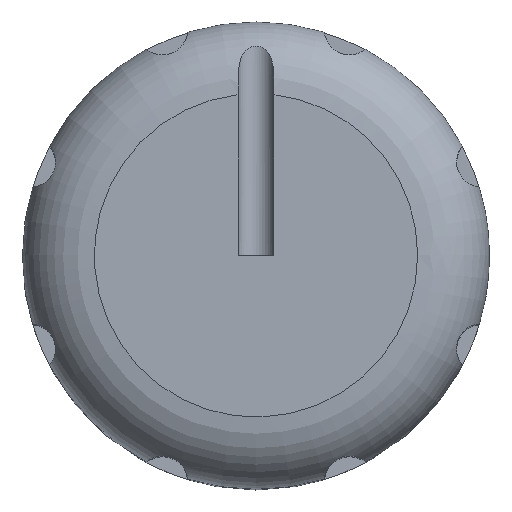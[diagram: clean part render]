
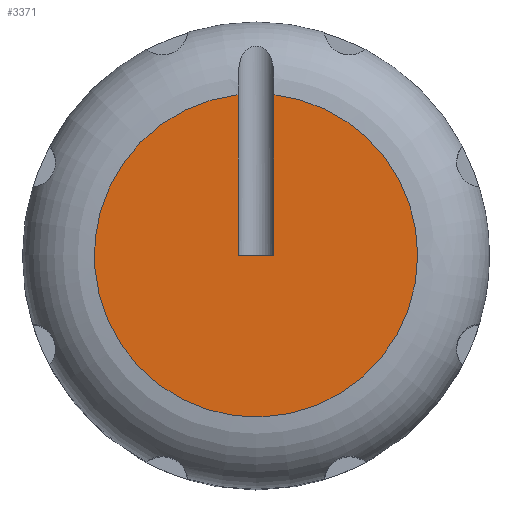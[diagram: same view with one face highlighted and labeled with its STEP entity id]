
A CAD part, top view. The second image highlights one B-rep face of the part: STEP entity #3371.
In plain terms, the highlighted planar face has unit normal (0, 0, 1).
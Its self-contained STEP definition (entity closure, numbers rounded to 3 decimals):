
#95 = TOROIDAL_SURFACE('',#96,4.5,2.);
#96 = AXIS2_PLACEMENT_3D('',#97,#98,#99);
#97 = CARTESIAN_POINT('',(0.,0.,15.));
#98 = DIRECTION('',(0.,0.,1.));
#99 = DIRECTION('',(1.,0.,0.));
#978 = VERTEX_POINT('',#979);
#979 = CARTESIAN_POINT('',(4.5,0.,17.));
#1001 = EDGE_CURVE('',#1002,#978,#1004,.T.);
#1002 = VERTEX_POINT('',#1003);
#1003 = CARTESIAN_POINT('',(-0.5,4.472,17.));
#1004 = SURFACE_CURVE('',#1005,(#1010,#1017),.PCURVE_S1.);
#1005 = CIRCLE('',#1006,4.5);
#1006 = AXIS2_PLACEMENT_3D('',#1007,#1008,#1009);
#1007 = CARTESIAN_POINT('',(0.,0.,17.));
#1008 = DIRECTION('',(0.,0.,1.));
#1009 = DIRECTION('',(1.,0.,0.));
#1010 = PCURVE('',#95,#1011);
#1011 = DEFINITIONAL_REPRESENTATION('',(#1012),#1016);
#1012 = LINE('',#1013,#1014);
#1013 = CARTESIAN_POINT('',(0.,1.571));
#1014 = VECTOR('',#1015,1.);
#1015 = DIRECTION('',(1.,0.));
#1016 = ( GEOMETRIC_REPRESENTATION_CONTEXT(2) 
PARAMETRIC_REPRESENTATION_CONTEXT() REPRESENTATION_CONTEXT('2D SPACE',''
  ) );
#1017 = PCURVE('',#1018,#1023);
#1018 = PLANE('',#1019);
#1019 = AXIS2_PLACEMENT_3D('',#1020,#1021,#1022);
#1020 = CARTESIAN_POINT('',(0.,0.,17.));
#1021 = DIRECTION('',(0.,0.,1.));
#1022 = DIRECTION('',(1.,0.,0.));
#1023 = DEFINITIONAL_REPRESENTATION('',(#1024),#1028);
#1024 = CIRCLE('',#1025,4.5);
#1025 = AXIS2_PLACEMENT_2D('',#1026,#1027);
#1026 = CARTESIAN_POINT('',(0.,0.));
#1027 = DIRECTION('',(1.,0.));
#1028 = ( GEOMETRIC_REPRESENTATION_CONTEXT(2) 
PARAMETRIC_REPRESENTATION_CONTEXT() REPRESENTATION_CONTEXT('2D SPACE',''
  ) );
#1031 = VERTEX_POINT('',#1032);
#1032 = CARTESIAN_POINT('',(0.5,4.472,17.));
#1204 = CYLINDRICAL_SURFACE('',#1205,0.5);
#1205 = AXIS2_PLACEMENT_3D('',#1206,#1207,#1208);
#1206 = CARTESIAN_POINT('',(0.,0.,17.));
#1207 = DIRECTION('',(-0.,-1.,0.));
#1208 = DIRECTION('',(1.,0.,0.));
#1295 = EDGE_CURVE('',#978,#1031,#1296,.T.);
#1296 = SURFACE_CURVE('',#1297,(#1302,#1309),.PCURVE_S1.);
#1297 = CIRCLE('',#1298,4.5);
#1298 = AXIS2_PLACEMENT_3D('',#1299,#1300,#1301);
#1299 = CARTESIAN_POINT('',(0.,0.,17.));
#1300 = DIRECTION('',(0.,0.,1.));
#1301 = DIRECTION('',(1.,0.,0.));
#1302 = PCURVE('',#95,#1303);
#1303 = DEFINITIONAL_REPRESENTATION('',(#1304),#1308);
#1304 = LINE('',#1305,#1306);
#1305 = CARTESIAN_POINT('',(0.,1.571));
#1306 = VECTOR('',#1307,1.);
#1307 = DIRECTION('',(1.,0.));
#1308 = ( GEOMETRIC_REPRESENTATION_CONTEXT(2) 
PARAMETRIC_REPRESENTATION_CONTEXT() REPRESENTATION_CONTEXT('2D SPACE',''
  ) );
#1309 = PCURVE('',#1018,#1310);
#1310 = DEFINITIONAL_REPRESENTATION('',(#1311),#1315);
#1311 = CIRCLE('',#1312,4.5);
#1312 = AXIS2_PLACEMENT_2D('',#1313,#1314);
#1313 = CARTESIAN_POINT('',(0.,0.));
#1314 = DIRECTION('',(1.,0.));
#1315 = ( GEOMETRIC_REPRESENTATION_CONTEXT(2) 
PARAMETRIC_REPRESENTATION_CONTEXT() REPRESENTATION_CONTEXT('2D SPACE',''
  ) );
#3371 = ADVANCED_FACE('',(#3372),#1018,.T.);
#3372 = FACE_BOUND('',#3373,.T.);
#3373 = EDGE_LOOP('',(#3374,#3375,#3376,#3399,#3425));
#3374 = ORIENTED_EDGE('',*,*,#1001,.T.);
#3375 = ORIENTED_EDGE('',*,*,#1295,.T.);
#3376 = ORIENTED_EDGE('',*,*,#3377,.F.);
#3377 = EDGE_CURVE('',#3378,#1031,#3380,.T.);
#3378 = VERTEX_POINT('',#3379);
#3379 = CARTESIAN_POINT('',(0.5,0.,17.));
#3380 = SURFACE_CURVE('',#3381,(#3385,#3392),.PCURVE_S1.);
#3381 = LINE('',#3382,#3383);
#3382 = CARTESIAN_POINT('',(0.5,0.,17.));
#3383 = VECTOR('',#3384,1.);
#3384 = DIRECTION('',(0.,1.,0.));
#3385 = PCURVE('',#1018,#3386);
#3386 = DEFINITIONAL_REPRESENTATION('',(#3387),#3391);
#3387 = LINE('',#3388,#3389);
#3388 = CARTESIAN_POINT('',(0.5,0.));
#3389 = VECTOR('',#3390,1.);
#3390 = DIRECTION('',(0.,1.));
#3391 = ( GEOMETRIC_REPRESENTATION_CONTEXT(2) 
PARAMETRIC_REPRESENTATION_CONTEXT() REPRESENTATION_CONTEXT('2D SPACE',''
  ) );
#3392 = PCURVE('',#1204,#3393);
#3393 = DEFINITIONAL_REPRESENTATION('',(#3394),#3398);
#3394 = LINE('',#3395,#3396);
#3395 = CARTESIAN_POINT('',(-0.,0.));
#3396 = VECTOR('',#3397,1.);
#3397 = DIRECTION('',(-0.,-1.));
#3398 = ( GEOMETRIC_REPRESENTATION_CONTEXT(2) 
PARAMETRIC_REPRESENTATION_CONTEXT() REPRESENTATION_CONTEXT('2D SPACE',''
  ) );
#3399 = ORIENTED_EDGE('',*,*,#3400,.T.);
#3400 = EDGE_CURVE('',#3378,#3401,#3403,.T.);
#3401 = VERTEX_POINT('',#3402);
#3402 = CARTESIAN_POINT('',(-0.5,0.,17.));
#3403 = SURFACE_CURVE('',#3404,(#3408,#3414),.PCURVE_S1.);
#3404 = LINE('',#3405,#3406);
#3405 = CARTESIAN_POINT('',(0.,0.,17.));
#3406 = VECTOR('',#3407,1.);
#3407 = DIRECTION('',(-1.,0.,0.));
#3408 = PCURVE('',#1018,#3409);
#3409 = DEFINITIONAL_REPRESENTATION('',(#3410),#3413);
#3410 = B_SPLINE_CURVE_WITH_KNOTS('',1,(#3411,#3412),.UNSPECIFIED.,.F.,
  .F.,(2,2),(-0.5,0.5),.PIECEWISE_BEZIER_KNOTS.);
#3411 = CARTESIAN_POINT('',(0.5,0.));
#3412 = CARTESIAN_POINT('',(-0.5,0.));
#3413 = ( GEOMETRIC_REPRESENTATION_CONTEXT(2) 
PARAMETRIC_REPRESENTATION_CONTEXT() REPRESENTATION_CONTEXT('2D SPACE',''
  ) );
#3414 = PCURVE('',#3415,#3420);
#3415 = PLANE('',#3416);
#3416 = AXIS2_PLACEMENT_3D('',#3417,#3418,#3419);
#3417 = CARTESIAN_POINT('',(0.,0.,17.));
#3418 = DIRECTION('',(0.,1.,0.));
#3419 = DIRECTION('',(1.,0.,0.));
#3420 = DEFINITIONAL_REPRESENTATION('',(#3421),#3424);
#3421 = B_SPLINE_CURVE_WITH_KNOTS('',1,(#3422,#3423),.UNSPECIFIED.,.F.,
  .F.,(2,2),(-0.5,0.5),.PIECEWISE_BEZIER_KNOTS.);
#3422 = CARTESIAN_POINT('',(0.5,0.));
#3423 = CARTESIAN_POINT('',(-0.5,0.));
#3424 = ( GEOMETRIC_REPRESENTATION_CONTEXT(2) 
PARAMETRIC_REPRESENTATION_CONTEXT() REPRESENTATION_CONTEXT('2D SPACE',''
  ) );
#3425 = ORIENTED_EDGE('',*,*,#3426,.F.);
#3426 = EDGE_CURVE('',#1002,#3401,#3427,.T.);
#3427 = SURFACE_CURVE('',#3428,(#3432,#3438),.PCURVE_S1.);
#3428 = LINE('',#3429,#3430);
#3429 = CARTESIAN_POINT('',(-0.5,0.,17.));
#3430 = VECTOR('',#3431,1.);
#3431 = DIRECTION('',(-0.,-1.,0.));
#3432 = PCURVE('',#1018,#3433);
#3433 = DEFINITIONAL_REPRESENTATION('',(#3434),#3437);
#3434 = B_SPLINE_CURVE_WITH_KNOTS('',1,(#3435,#3436),.UNSPECIFIED.,.F.,
  .F.,(2,2),(-5.4,0.),.PIECEWISE_BEZIER_KNOTS.);
#3435 = CARTESIAN_POINT('',(-0.5,5.4));
#3436 = CARTESIAN_POINT('',(-0.5,0.));
#3437 = ( GEOMETRIC_REPRESENTATION_CONTEXT(2) 
PARAMETRIC_REPRESENTATION_CONTEXT() REPRESENTATION_CONTEXT('2D SPACE',''
  ) );
#3438 = PCURVE('',#1204,#3439);
#3439 = DEFINITIONAL_REPRESENTATION('',(#3440),#3443);
#3440 = B_SPLINE_CURVE_WITH_KNOTS('',1,(#3441,#3442),.UNSPECIFIED.,.F.,
  .F.,(2,2),(-5.4,0.),.PIECEWISE_BEZIER_KNOTS.);
#3441 = CARTESIAN_POINT('',(-3.142,-5.4));
#3442 = CARTESIAN_POINT('',(-3.142,0.));
#3443 = ( GEOMETRIC_REPRESENTATION_CONTEXT(2) 
PARAMETRIC_REPRESENTATION_CONTEXT() REPRESENTATION_CONTEXT('2D SPACE',''
  ) );
